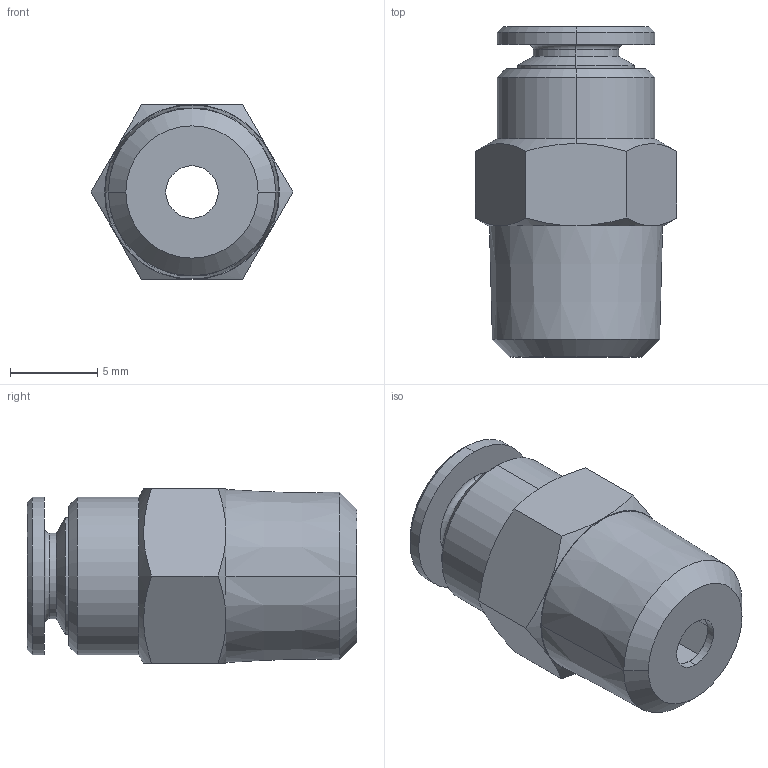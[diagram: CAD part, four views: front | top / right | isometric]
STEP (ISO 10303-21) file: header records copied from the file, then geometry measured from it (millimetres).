
FILE_DESCRIPTION (( 'STEP AP203' ), '1' );
FILE_NAME ('M0010011.STEP', '2010-08-04T12:11:37', ( '' ), ( 'sopra-pneumatic' ), 'SwSTEP 2.0', 'SolidWorks 2009', '' );
FILE_SCHEMA (( 'CONFIG_CONTROL_DESIGN' ));
Length unit declared in the file: millimetre
Products named in the file (1): M0010011
Bounding box: 11.55 x 18.89 x 10 mm (x, y, z)
Volume: 1084.1 mm3; surface area: 986.8 mm2
Topology: 1 solids, 1 shells, 64 faces, 140 edges, 82 vertices
Faces by surface type: cone 26, plane 24, cylinder 12, torus 2
Entity records: 1905 total; most frequent: CARTESIAN_POINT 433, DIRECTION 302, ORIENTED_EDGE 280, EDGE_CURVE 140, AXIS2_PLACEMENT_3D 123, VERTEX_POINT 82, EDGE_LOOP 70, FACE_OUTER_BOUND 64
